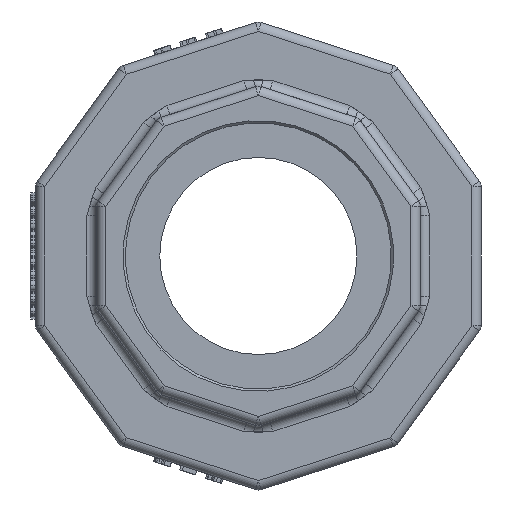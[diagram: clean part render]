
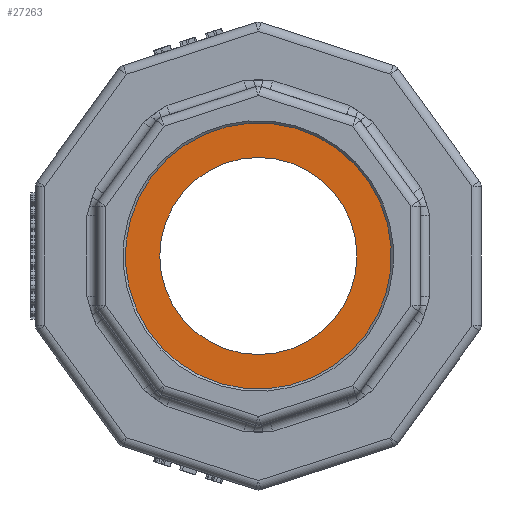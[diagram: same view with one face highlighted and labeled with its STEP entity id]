
A CAD part, left-side view. The second image highlights one B-rep face of the part: STEP entity #27263.
In plain terms, the highlighted planar face has unit normal (-1, 0, 0).
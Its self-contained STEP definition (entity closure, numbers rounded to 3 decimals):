
#6680=FACE_BOUND('',#8742,.T.);
#7138=FACE_OUTER_BOUND('',#8741,.T.);
#8741=EDGE_LOOP('',(#18301));
#8742=EDGE_LOOP('',(#18302));
#10380=CIRCLE('',#29083,28.328);
#10430=CIRCLE('',#29189,21.);
#10927=VERTEX_POINT('',#37000);
#10960=VERTEX_POINT('',#37153);
#13686=EDGE_CURVE('',#10927,#10927,#10380,.T.);
#13750=EDGE_CURVE('',#10960,#10960,#10430,.T.);
#18301=ORIENTED_EDGE('',*,*,#13686,.T.);
#18302=ORIENTED_EDGE('',*,*,#13750,.T.);
#24767=PLANE('',#29190);
#27263=ADVANCED_FACE('',(#7138,#6680),#24767,.T.);
#29083=AXIS2_PLACEMENT_3D('',#37001,#31483,#31484);
#29189=AXIS2_PLACEMENT_3D('',#37154,#31709,#31710);
#29190=AXIS2_PLACEMENT_3D('',#37155,#31711,#31712);
#31483=DIRECTION('center_axis',(-1.,0.,0.));
#31484=DIRECTION('ref_axis',(0.,0.588,-0.809));
#31709=DIRECTION('center_axis',(1.,0.,0.));
#31710=DIRECTION('ref_axis',(0.,0.,-1.));
#31711=DIRECTION('center_axis',(-1.,0.,0.));
#31712=DIRECTION('ref_axis',(0.,0.,1.));
#37000=CARTESIAN_POINT('',(0.,16.651,-22.918));
#37001=CARTESIAN_POINT('Origin',(0.,0.,0.));
#37153=CARTESIAN_POINT('',(0.,21.,0.));
#37154=CARTESIAN_POINT('Origin',(0.,0.,0.));
#37155=CARTESIAN_POINT('Origin',(0.,38.5,0.));
